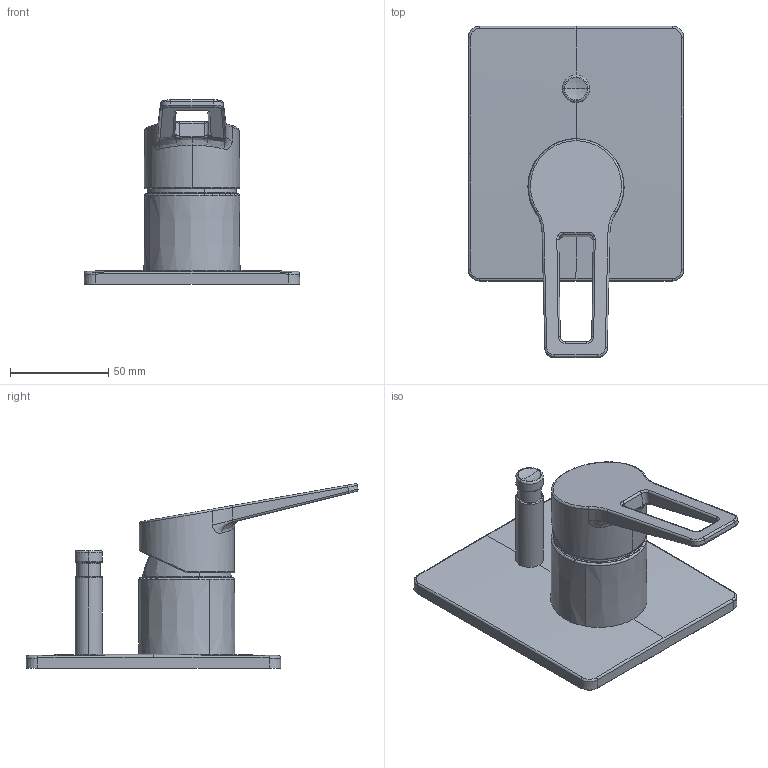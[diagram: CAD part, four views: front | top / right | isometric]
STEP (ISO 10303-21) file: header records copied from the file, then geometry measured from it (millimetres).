
FILE_DESCRIPTION (( 'STEP AP203' ), '1' );
FILE_NAME ('49769005.STEP', '2018-06-07T07:28:12', ( '' ), ( '' ), 'SwSTEP 2.0', 'SolidWorks 2016', '' );
FILE_SCHEMA (( 'CONFIG_CONTROL_DESIGN' ));
Length unit declared in the file: millimetre
Products named in the file (1): 49769005
Bounding box: 110 x 169.34 x 94.06 mm (x, y, z)
Volume: 243893.9 mm3; surface area: 48865.5 mm2
Topology: 1 solids, 1 shells, 132 faces, 312 edges, 185 vertices
Faces by surface type: bspline 42, cylinder 36, torus 25, plane 19, cone 6, sphere 4
Entity records: 7957 total; most frequent: CARTESIAN_POINT 5197, ORIENTED_EDGE 624, DIRECTION 462, EDGE_CURVE 312, AXIS2_PLACEMENT_3D 194, VERTEX_POINT 185, EDGE_LOOP 137, ADVANCED_FACE 132
